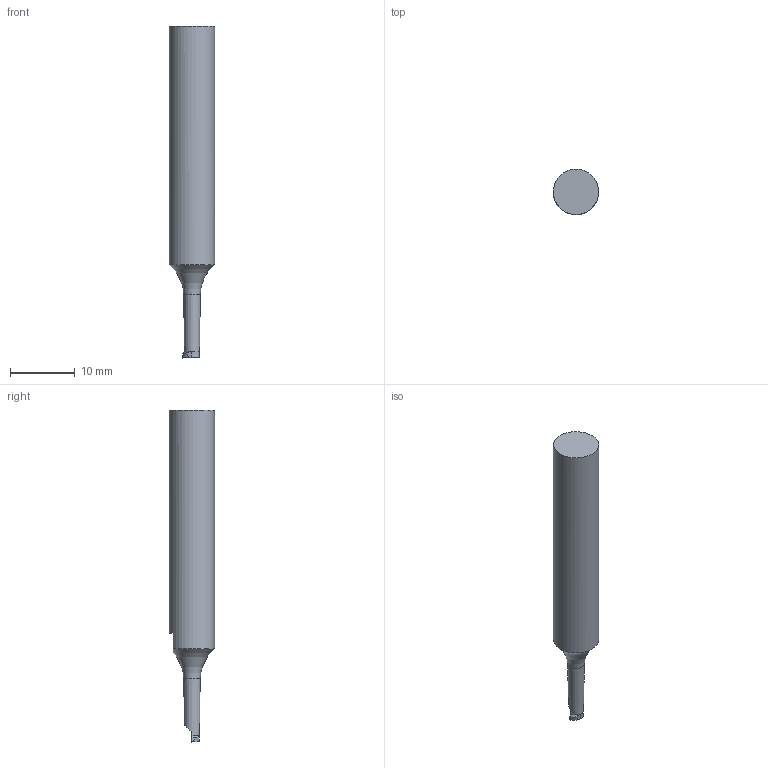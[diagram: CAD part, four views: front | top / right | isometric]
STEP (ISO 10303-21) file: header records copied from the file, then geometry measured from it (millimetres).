
FILE_DESCRIPTION((''),'1');
FILE_NAME('ST7W-EB3-10.stp','2022-09-26T23:58:49',(''),(''),'Spatial Interop R21 SP3','Kubotek KeyCreator 2011 V10.0.2 (22737)',' ');
FILE_SCHEMA(('automotive_design'));
Length unit declared in the file: millimetre
Products named in the file (2): STEPLayer 1[1]
Bounding box: 7 x 6.99 x 51.3 mm (x, y, z)
Volume: 1519.4 mm3; surface area: 997.9 mm2
Topology: 2 solids, 2 shells, 21 faces, 52 edges, 35 vertices
Faces by surface type: plane 12, cone 5, cylinder 2, torus 1, bspline 1
Full cylindrical faces by diameter (mm): 7 x1
Entity records: 1178 total; most frequent: CARTESIAN_POINT 217, PRESENTATION_STYLE_ASSIGNMENT 92, COLOUR_RGB 92, ORIENTED_EDGE 92, DIRECTION 76, STYLED_ITEM 69, CURVE_STYLE 69, DRAUGHTING_PRE_DEFINED_CURVE_FONT 69
